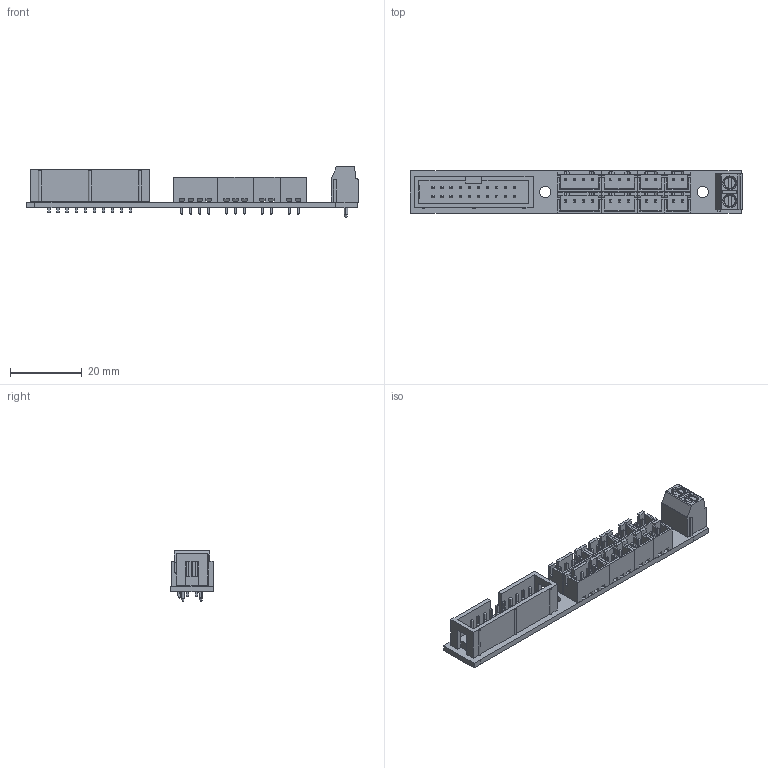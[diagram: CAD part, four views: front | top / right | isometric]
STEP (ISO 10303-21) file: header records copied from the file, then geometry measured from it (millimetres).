
FILE_DESCRIPTION(('FreeCAD Model'),'2;1');
FILE_NAME('Open CASCADE Shape Model','2022-03-01T20:41:45',('Author'),( ''),'Open CASCADE STEP processor 7.5','FreeCAD','Unknown');
FILE_SCHEMA(('AUTOMOTIVE_DESIGN { 1 0 10303 214 1 1 1 1 }'));
Length unit declared in the file: millimetre
Products named in the file (17): RKE-Long; Board_Geoms_704e; Local_CS_704e; Pcb_704e; PCB_Sketch_704e; Step_Models_704e; Top_704e; J1_IDC_Header_2x10_P254mm_Vertical_61F2B46E; J9_TB002-500-02BE_61F2B5A5; J3_JST_B4B_XH_A_61F2B4C2; J11_JST_B2B_XH_A_61F2B5F9; J10_JST_B4B_XH_A_61F2B5D0; J8_JST_B2B_XH_A_61F2B590; J7_JST_B2B_XH_A_61F2B567; J6_JST_B2B_XH_A_61F2B53E; J4_JST_B3B_XH_A_61F2B4EC; J2_JST_B3B_XH_A_61F2B498
Assembly tree (16 placements, depth 4):
  RKE-Long
    Board_Geoms_704e
      Local_CS_704e
      Pcb_704e
      PCB_Sketch_704e
    Step_Models_704e
      Top_704e
        J1_IDC_Header_2x10_P254mm_Vertical_61F2B46E
        J9_TB002-500-02BE_61F2B5A5
        J3_JST_B4B_XH_A_61F2B4C2
        J11_JST_B2B_XH_A_61F2B5F9
        J10_JST_B4B_XH_A_61F2B5D0
        J8_JST_B2B_XH_A_61F2B590
        J7_JST_B2B_XH_A_61F2B567
        J6_JST_B2B_XH_A_61F2B53E
        J4_JST_B3B_XH_A_61F2B4EC
        J2_JST_B3B_XH_A_61F2B498
Bounding box: 92.7 x 12 x 14.35 mm (x, y, z)
Volume: 4940 mm3; surface area: 10045.4 mm2
Topology: 13 solids, 13 shells, 1540 faces, 3959 edges, 2546 vertices
Faces by surface type: plane 1381, cylinder 145, cone 8, torus 6
Full cylindrical faces by diameter (mm): 0.95 x14, 1 x34, 1.3 x2, 3.2 x2
Entity records: 55415 total; most frequent: CARTESIAN_POINT 8350, ORIENTED_EDGE 7902, DIRECTION 7357, EDGE_CURVE 3951, LINE 3611, VECTOR 3611, VERTEX_POINT 2530, AXIS2_PLACEMENT_3D 1873
